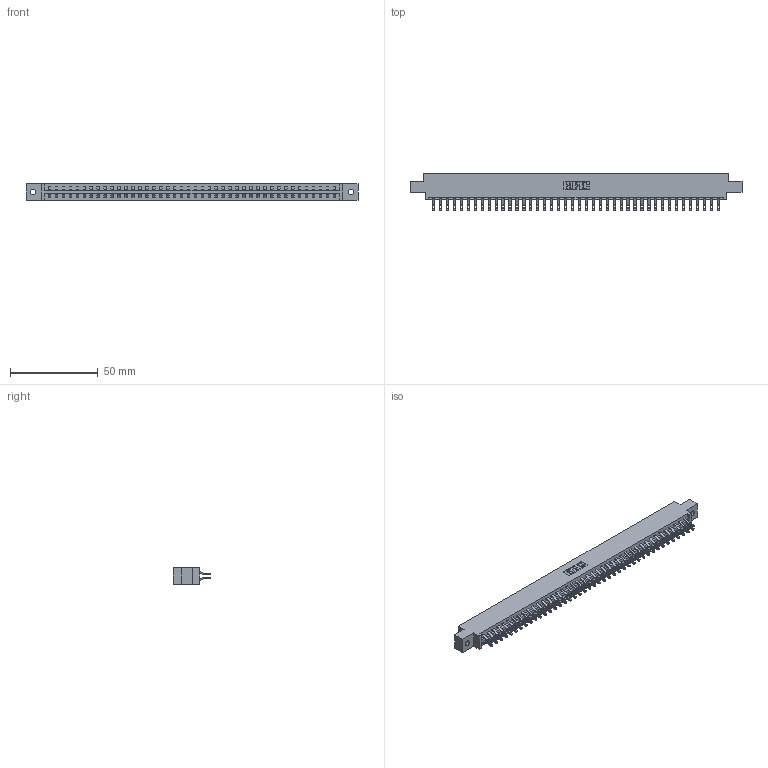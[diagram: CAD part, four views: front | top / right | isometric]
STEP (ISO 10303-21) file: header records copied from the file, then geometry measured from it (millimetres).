
FILE_DESCRIPTION (( 'STEP AP203' ), '1' );
FILE_NAME ('337-084-555-802.STEP', '2018-08-12T23:17:55', ( '' ), ( '' ), 'SwSTEP 2.0', 'SolidWorks 2016', '' );
FILE_SCHEMA (( 'CONFIG_CONTROL_DESIGN' ));
Length unit declared in the file: inch
Products named in the file (3): 337 Part_0.170 Offset - 0.128 Dia; 345-292-001_555 Tail; 337-084-555-802
Assembly tree (85 placements, depth 2):
  337-084-555-802
    337 Part_0.170 Offset - 0.128 Dia
    345-292-001_555 Tail  x84
Bounding box: 189.43 x 21.47 x 9.4 mm (x, y, z)
Volume: 20053.4 mm3; surface area: 23423.8 mm2
Topology: 85 solids, 85 shells, 5158 faces, 16199 edges, 10798 vertices
Faces by surface type: plane 3098, cylinder 2060
Entity records: 33025 total; most frequent: CARTESIAN_POINT 5600, ORIENTED_EDGE 5506, DIRECTION 4733, EDGE_CURVE 2753, LINE 2605, VECTOR 2605, VERTEX_POINT 1834, AXIS2_PLACEMENT_3D 1064
